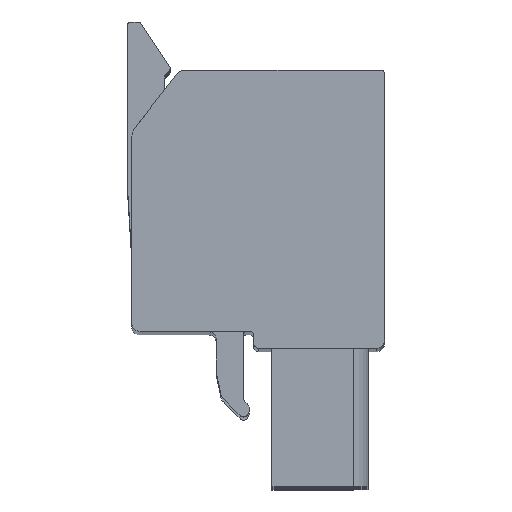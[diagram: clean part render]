
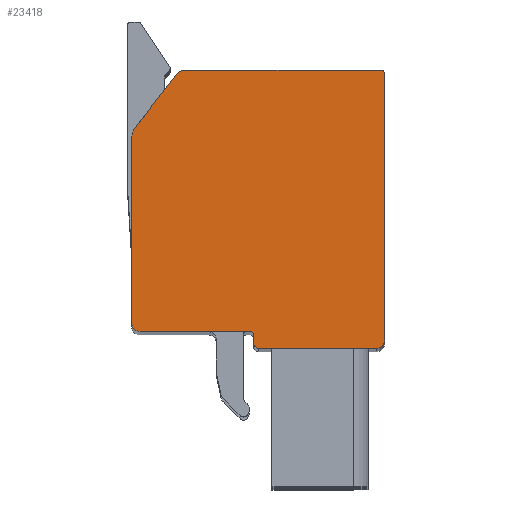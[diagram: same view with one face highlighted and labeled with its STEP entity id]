
A CAD part, top view. The second image highlights one B-rep face of the part: STEP entity #23418.
In plain terms, the highlighted planar face has unit normal (0, 0, 1).
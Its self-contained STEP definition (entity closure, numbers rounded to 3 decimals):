
#693=DIRECTION('',(1.,0.,0.));
#694=VECTOR('',#693,7.05);
#695=CARTESIAN_POINT('',(9.402,11.784,2.94));
#696=LINE('',#695,#694);
#2989=CARTESIAN_POINT('',(9.402,12.084,2.94));
#2990=DIRECTION('',(0.,0.,1.));
#2991=DIRECTION('',(-1.,0.,0.));
#2992=AXIS2_PLACEMENT_3D('',#2989,#2990,#2991);
#2994=DIRECTION('',(0.,-1.,0.));
#2995=VECTOR('',#2994,0.5);
#2996=CARTESIAN_POINT('',(9.102,12.584,2.94));
#2997=LINE('',#2996,#2995);
#2998=CARTESIAN_POINT('',(8.902,12.584,2.94));
#2999=DIRECTION('',(0.,0.,-1.));
#3000=DIRECTION('',(0.,1.,0.));
#3001=AXIS2_PLACEMENT_3D('',#2998,#2999,#3000);
#3003=DIRECTION('',(1.,0.,0.));
#3004=VECTOR('',#3003,6.61);
#3005=CARTESIAN_POINT('',(2.292,12.784,2.94));
#3006=LINE('',#3005,#3004);
#3007=CARTESIAN_POINT('',(2.292,13.284,2.94));
#3008=DIRECTION('',(0.,0.,1.));
#3009=DIRECTION('',(-1.,0.,0.));
#3010=AXIS2_PLACEMENT_3D('',#3007,#3008,#3009);
#3012=DIRECTION('',(0.,-1.,0.));
#3013=VECTOR('',#3012,11.132);
#3014=CARTESIAN_POINT('',(1.792,24.416,2.94));
#3015=LINE('',#3014,#3013);
#3016=CARTESIAN_POINT('',(2.792,24.416,2.94));
#3017=DIRECTION('',(0.,0.,1.));
#3018=DIRECTION('',(-0.789,0.614,0.));
#3019=AXIS2_PLACEMENT_3D('',#3016,#3017,#3018);
#3021=DIRECTION('',(-0.614,-0.789,0.));
#3022=VECTOR('',#3021,4.1);
#3023=CARTESIAN_POINT('',(4.52,28.266,2.94));
#3024=LINE('',#3023,#3022);
#3025=CARTESIAN_POINT('',(4.915,27.959,2.94));
#3026=DIRECTION('',(0.,0.,1.));
#3027=DIRECTION('',(0.,1.,0.));
#3028=AXIS2_PLACEMENT_3D('',#3025,#3026,#3027);
#3030=DIRECTION('',(-1.,0.,0.));
#3031=VECTOR('',#3030,11.838);
#3032=CARTESIAN_POINT('',(16.752,28.459,2.94));
#3033=LINE('',#3032,#3031);
#3034=CARTESIAN_POINT('',(16.752,28.259,2.94));
#3035=DIRECTION('',(0.,0.,1.));
#3036=DIRECTION('',(1.,0.,0.));
#3037=AXIS2_PLACEMENT_3D('',#3034,#3035,#3036);
#3039=DIRECTION('',(0.,1.,0.));
#3040=VECTOR('',#3039,15.975);
#3041=CARTESIAN_POINT('',(16.952,12.284,2.94));
#3042=LINE('',#3041,#3040);
#3043=CARTESIAN_POINT('',(16.452,12.284,2.94));
#3044=DIRECTION('',(0.,0.,1.));
#3045=DIRECTION('',(0.,-1.,0.));
#3046=AXIS2_PLACEMENT_3D('',#3043,#3044,#3045);
#14947=CARTESIAN_POINT('',(2.003,25.03,2.94));
#14948=CARTESIAN_POINT('',(1.792,24.416,2.94));
#14949=VERTEX_POINT('',#14947);
#14950=VERTEX_POINT('',#14948);
#14951=CARTESIAN_POINT('',(1.792,13.284,2.94));
#14952=VERTEX_POINT('',#14951);
#14953=CARTESIAN_POINT('',(2.292,12.784,2.94));
#14954=VERTEX_POINT('',#14953);
#14955=CARTESIAN_POINT('',(8.902,12.784,2.94));
#14956=VERTEX_POINT('',#14955);
#14957=CARTESIAN_POINT('',(9.102,12.584,2.94));
#14958=VERTEX_POINT('',#14957);
#14959=CARTESIAN_POINT('',(9.102,12.084,2.94));
#14960=VERTEX_POINT('',#14959);
#14961=CARTESIAN_POINT('',(9.402,11.784,2.94));
#14962=VERTEX_POINT('',#14961);
#14963=CARTESIAN_POINT('',(16.452,11.784,2.94));
#14964=CARTESIAN_POINT('',(16.952,12.284,2.94));
#14965=VERTEX_POINT('',#14963);
#14966=VERTEX_POINT('',#14964);
#14967=CARTESIAN_POINT('',(16.952,28.259,2.94));
#14968=VERTEX_POINT('',#14967);
#14969=CARTESIAN_POINT('',(16.752,28.459,2.94));
#14970=VERTEX_POINT('',#14969);
#14971=CARTESIAN_POINT('',(4.915,28.459,2.94));
#14972=VERTEX_POINT('',#14971);
#14973=CARTESIAN_POINT('',(4.52,28.266,2.94));
#14974=VERTEX_POINT('',#14973);
#23384=CARTESIAN_POINT('',(0.,0.,2.94));
#23385=DIRECTION('',(0.,0.,1.));
#23386=DIRECTION('',(1.,0.,0.));
#23387=AXIS2_PLACEMENT_3D('',#23384,#23385,#23386);
#23388=PLANE('',#23387);
#23389=ORIENTED_EDGE('',*,*,#19127,.F.);
#23391=ORIENTED_EDGE('',*,*,#23390,.F.);
#23393=ORIENTED_EDGE('',*,*,#23392,.F.);
#23395=ORIENTED_EDGE('',*,*,#23394,.F.);
#23397=ORIENTED_EDGE('',*,*,#23396,.F.);
#23399=ORIENTED_EDGE('',*,*,#23398,.F.);
#23401=ORIENTED_EDGE('',*,*,#23400,.F.);
#23403=ORIENTED_EDGE('',*,*,#23402,.F.);
#23405=ORIENTED_EDGE('',*,*,#23404,.F.);
#23407=ORIENTED_EDGE('',*,*,#23406,.F.);
#23409=ORIENTED_EDGE('',*,*,#23408,.F.);
#23411=ORIENTED_EDGE('',*,*,#23410,.F.);
#23413=ORIENTED_EDGE('',*,*,#23412,.F.);
#23415=ORIENTED_EDGE('',*,*,#23414,.F.);
#23416=EDGE_LOOP('',(#23389,#23391,#23393,#23395,#23397,#23399,#23401,#23403,
#23405,#23407,#23409,#23411,#23413,#23415));
#23417=FACE_OUTER_BOUND('',#23416,.F.);
#23418=ADVANCED_FACE('',(#23417),#23388,.T.);
#2993=CIRCLE('',#2992,0.3);
#3002=CIRCLE('',#3001,0.2);
#3011=CIRCLE('',#3010,0.5);
#3020=CIRCLE('',#3019,1.);
#3029=CIRCLE('',#3028,0.5);
#3038=CIRCLE('',#3037,0.2);
#3047=CIRCLE('',#3046,0.5);
#19127=EDGE_CURVE('',#14962,#14965,#696,.T.);
#23390=EDGE_CURVE('',#14960,#14962,#2993,.T.);
#23392=EDGE_CURVE('',#14958,#14960,#2997,.T.);
#23394=EDGE_CURVE('',#14956,#14958,#3002,.T.);
#23396=EDGE_CURVE('',#14954,#14956,#3006,.T.);
#23398=EDGE_CURVE('',#14952,#14954,#3011,.T.);
#23400=EDGE_CURVE('',#14950,#14952,#3015,.T.);
#23402=EDGE_CURVE('',#14949,#14950,#3020,.T.);
#23404=EDGE_CURVE('',#14974,#14949,#3024,.T.);
#23406=EDGE_CURVE('',#14972,#14974,#3029,.T.);
#23408=EDGE_CURVE('',#14970,#14972,#3033,.T.);
#23410=EDGE_CURVE('',#14968,#14970,#3038,.T.);
#23412=EDGE_CURVE('',#14966,#14968,#3042,.T.);
#23414=EDGE_CURVE('',#14965,#14966,#3047,.T.);
